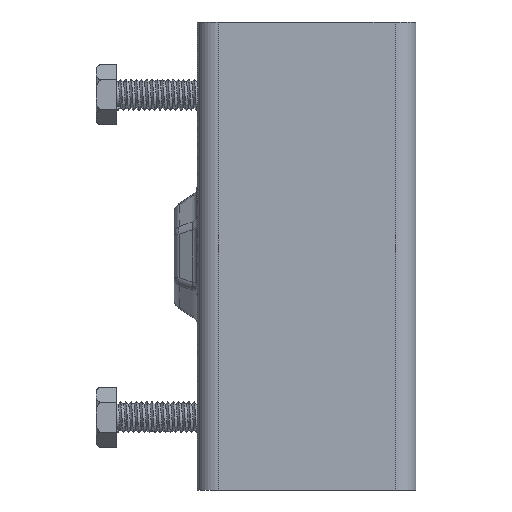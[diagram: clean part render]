
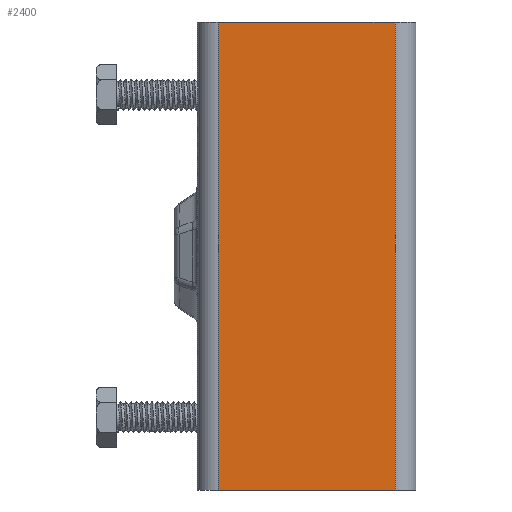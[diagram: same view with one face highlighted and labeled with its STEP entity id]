
A CAD part, left-side view. The second image highlights one B-rep face of the part: STEP entity #2400.
In plain terms, the highlighted planar face has unit normal (-1, 0, 0).
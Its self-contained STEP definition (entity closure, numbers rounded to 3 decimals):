
#247=CARTESIAN_POINT('',(-18.,4.,-45.0));
#248=VERTEX_POINT('',#247);
#256=CARTESIAN_POINT('',(-18.,38.,-45.0));
#257=VERTEX_POINT('',#256);
#258=CARTESIAN_POINT('',(-18.,38.,-45.0));
#259=DIRECTION('',(0.0,-1.0,0.0));
#260=VECTOR('',#259,34.);
#261=LINE('',#258,#260);
#262=EDGE_CURVE('',#257,#248,#261,.T.);
#437=CARTESIAN_POINT('',(-18.,38.,45.0));
#438=VERTEX_POINT('',#437);
#446=CARTESIAN_POINT('',(-18.,4.,45.0));
#447=VERTEX_POINT('',#446);
#448=CARTESIAN_POINT('',(-18.,4.,45.0));
#449=DIRECTION('',(0.0,1.0,0.0));
#450=VECTOR('',#449,34.);
#451=LINE('',#448,#450);
#452=EDGE_CURVE('',#447,#438,#451,.T.);
#2373=CARTESIAN_POINT('',(-18.,4.,-45.0));
#2374=DIRECTION('',(0.0,0.0,1.0));
#2375=VECTOR('',#2374,90.0);
#2376=LINE('',#2373,#2375);
#2377=EDGE_CURVE('',#248,#447,#2376,.T.);
#2384=CARTESIAN_POINT('',(-18.,4.,0.0));
#2385=DIRECTION('',(-1.0,0.0,0.0));
#2386=DIRECTION('',(0.0,0.0,1.0));
#2387=AXIS2_PLACEMENT_3D('',#2384,#2385,#2386);
#2388=PLANE('',#2387);
#2389=ORIENTED_EDGE('',*,*,#452,.T.);
#2390=CARTESIAN_POINT('',(-18.,38.,-45.0));
#2391=DIRECTION('',(0.0,0.0,1.0));
#2392=VECTOR('',#2391,90.0);
#2393=LINE('',#2390,#2392);
#2394=EDGE_CURVE('',#257,#438,#2393,.T.);
#2395=ORIENTED_EDGE('',*,*,#2394,.F.);
#2396=ORIENTED_EDGE('',*,*,#262,.T.);
#2397=ORIENTED_EDGE('',*,*,#2377,.T.);
#2398=EDGE_LOOP('',(#2389,#2395,#2396,#2397));
#2399=FACE_OUTER_BOUND('',#2398,.T.);
#2400=ADVANCED_FACE('',(#2399),#2388,.T.);
